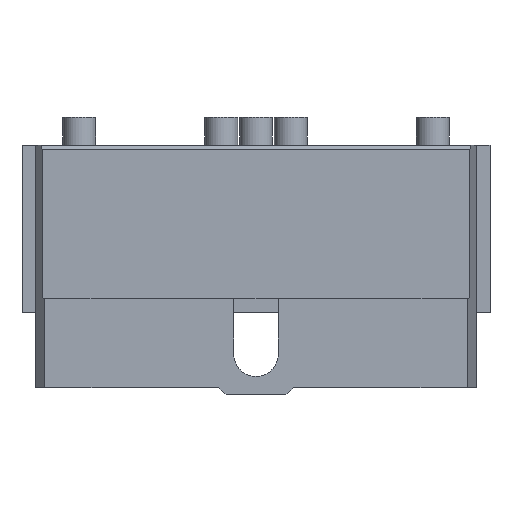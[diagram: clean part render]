
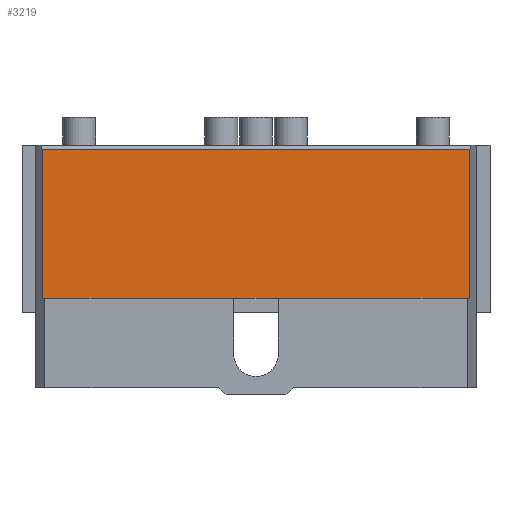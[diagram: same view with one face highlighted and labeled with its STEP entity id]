
A CAD part, front view. The second image highlights one B-rep face of the part: STEP entity #3219.
In plain terms, the highlighted planar face has unit normal (0, -1, 0).
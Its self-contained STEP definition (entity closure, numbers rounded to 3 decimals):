
#228=DIRECTION('',(0.,0.,1.));
#229=VECTOR('',#228,10.7);
#230=CARTESIAN_POINT('',(-15.362,-10.2,-5.));
#231=LINE('',#230,#229);
#240=DIRECTION('',(1.,0.,0.));
#241=VECTOR('',#240,13.762);
#242=CARTESIAN_POINT('',(1.6,-10.2,-5.));
#243=LINE('',#242,#241);
#244=DIRECTION('',(-1.,0.,0.));
#245=VECTOR('',#244,3.2);
#246=CARTESIAN_POINT('',(1.6,-10.2,-5.));
#247=LINE('',#246,#245);
#248=DIRECTION('',(1.,0.,0.));
#249=VECTOR('',#248,13.762);
#250=CARTESIAN_POINT('',(-15.362,-10.2,-5.));
#251=LINE('',#250,#249);
#252=DIRECTION('',(1.,0.,0.));
#253=VECTOR('',#252,30.724);
#254=CARTESIAN_POINT('',(-15.362,-10.2,5.7));
#255=LINE('',#254,#253);
#1692=DIRECTION('',(0.,0.,1.));
#1693=VECTOR('',#1692,10.7);
#1694=CARTESIAN_POINT('',(15.362,-10.2,-5.));
#1695=LINE('',#1694,#1693);
#2542=CARTESIAN_POINT('',(-15.362,-10.2,5.7));
#2543=VERTEX_POINT('',#2542);
#2544=CARTESIAN_POINT('',(15.362,-10.2,5.7));
#2545=VERTEX_POINT('',#2544);
#2946=CARTESIAN_POINT('',(1.6,-10.2,-5.));
#2947=VERTEX_POINT('',#2946);
#2948=CARTESIAN_POINT('',(-1.6,-10.2,-5.));
#2949=VERTEX_POINT('',#2948);
#2970=CARTESIAN_POINT('',(15.362,-10.2,-5.));
#2971=VERTEX_POINT('',#2970);
#2972=CARTESIAN_POINT('',(-15.362,-10.2,-5.));
#2973=VERTEX_POINT('',#2972);
#3201=CARTESIAN_POINT('',(-25.,-10.2,-5.));
#3202=DIRECTION('',(0.,1.,0.));
#3203=DIRECTION('',(0.,0.,1.));
#3204=AXIS2_PLACEMENT_3D('',#3201,#3202,#3203);
#3205=PLANE('',#3204);
#3206=ORIENTED_EDGE('',*,*,#3181,.T.);
#3208=ORIENTED_EDGE('',*,*,#3207,.T.);
#3210=ORIENTED_EDGE('',*,*,#3209,.F.);
#3212=ORIENTED_EDGE('',*,*,#3211,.F.);
#3214=ORIENTED_EDGE('',*,*,#3213,.T.);
#3216=ORIENTED_EDGE('',*,*,#3215,.F.);
#3217=EDGE_LOOP('',(#3206,#3208,#3210,#3212,#3214,#3216));
#3218=FACE_OUTER_BOUND('',#3217,.F.);
#3181=EDGE_CURVE('',#2973,#2543,#231,.T.);
#3207=EDGE_CURVE('',#2543,#2545,#255,.T.);
#3209=EDGE_CURVE('',#2971,#2545,#1695,.T.);
#3211=EDGE_CURVE('',#2947,#2971,#243,.T.);
#3213=EDGE_CURVE('',#2947,#2949,#247,.T.);
#3215=EDGE_CURVE('',#2973,#2949,#251,.T.);
#3219=ADVANCED_FACE('',(#3218),#3205,.F.);
